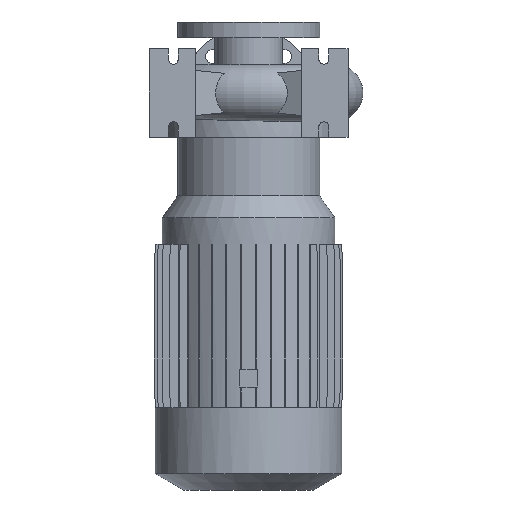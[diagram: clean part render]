
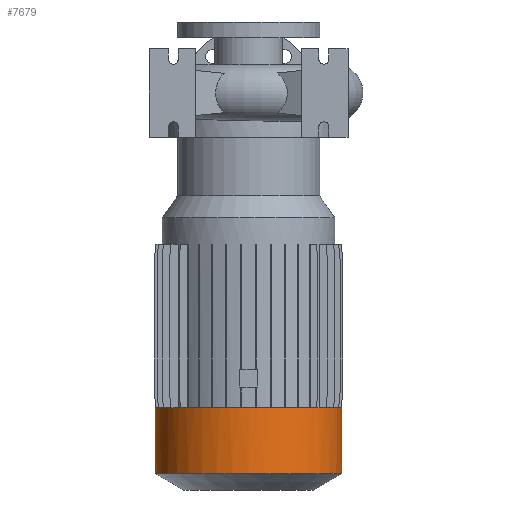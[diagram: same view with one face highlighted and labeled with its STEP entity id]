
A CAD part, front view. The second image highlights one B-rep face of the part: STEP entity #7679.
In plain terms, the highlighted cylindrical face has radius 131.5 mm (diameter 263 mm), a partial arc.
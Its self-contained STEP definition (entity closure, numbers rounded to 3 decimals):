
#571 = VECTOR ( 'NONE', #13547, 1000. ) ;
#1020 = VERTEX_POINT ( 'NONE', #14012 ) ;
#1114 = LINE ( 'NONE', #11406, #571 ) ;
#1589 = DIRECTION ( 'NONE',  ( 0., 0., 1. ) ) ;
#1755 = LINE ( 'NONE', #14187, #4097 ) ;
#2173 = AXIS2_PLACEMENT_3D ( 'NONE', #7174, #1589, #14105 ) ;
#2297 = DIRECTION ( 'NONE',  ( 0., 0., 1. ) ) ;
#3404 = CARTESIAN_POINT ( 'NONE',  ( 0., 0., -443. ) ) ;
#3577 = DIRECTION ( 'NONE',  ( 0., 0., 1. ) ) ;
#3635 = VERTEX_POINT ( 'NONE', #5600 ) ;
#3648 = FACE_OUTER_BOUND ( 'NONE', #7839, .T. ) ;
#3785 = DIRECTION ( 'NONE',  ( 1., 0., 0. ) ) ;
#4097 = VECTOR ( 'NONE', #6295, 1000. ) ;
#4261 = AXIS2_PLACEMENT_3D ( 'NONE', #3404, #2297, #7068 ) ;
#4377 = ORIENTED_EDGE ( 'NONE', *, *, #11730, .F. ) ;
#4917 = EDGE_CURVE ( 'NONE', #12326, #3635, #11528, .T. ) ;
#5090 = ORIENTED_EDGE ( 'NONE', *, *, #9864, .T. ) ;
#5600 = CARTESIAN_POINT ( 'NONE',  ( 131.5, 0., -443. ) ) ;
#5690 = CARTESIAN_POINT ( 'NONE',  ( -131.5, 0., -443. ) ) ;
#6295 = DIRECTION ( 'NONE',  ( 0., 0., 1. ) ) ;
#6644 = ORIENTED_EDGE ( 'NONE', *, *, #4917, .F. ) ;
#7068 = DIRECTION ( 'NONE',  ( 1., 0., 0. ) ) ;
#7174 = CARTESIAN_POINT ( 'NONE',  ( 0., 0., -535.8 ) ) ;
#7679 = ADVANCED_FACE ( 'NONE', ( #3648 ), #10406, .T. ) ;
#7839 = EDGE_LOOP ( 'NONE', ( #4377, #5090, #9119, #6644 ) ) ;
#9119 = ORIENTED_EDGE ( 'NONE', *, *, #12546, .T. ) ;
#9864 = EDGE_CURVE ( 'NONE', #1020, #13067, #13689, .T. ) ;
#10406 = CYLINDRICAL_SURFACE ( 'NONE', #11520, 131.5 ) ;
#11406 = CARTESIAN_POINT ( 'NONE',  ( 131.5, 0., 100. ) ) ;
#11520 = AXIS2_PLACEMENT_3D ( 'NONE', #13869, #3577, #3785 ) ;
#11528 = CIRCLE ( 'NONE', #4261, 131.5 ) ;
#11730 = EDGE_CURVE ( 'NONE', #1020, #12326, #1755, .T. ) ;
#12326 = VERTEX_POINT ( 'NONE', #5690 ) ;
#12546 = EDGE_CURVE ( 'NONE', #13067, #3635, #1114, .T. ) ;
#12799 = CARTESIAN_POINT ( 'NONE',  ( 131.5, 0., -535.8 ) ) ;
#13067 = VERTEX_POINT ( 'NONE', #12799 ) ;
#13547 = DIRECTION ( 'NONE',  ( 0., 0., 1. ) ) ;
#13689 = CIRCLE ( 'NONE', #2173, 131.5 ) ;
#13869 = CARTESIAN_POINT ( 'NONE',  ( 0., 0., 100. ) ) ;
#14012 = CARTESIAN_POINT ( 'NONE',  ( -131.5, 0., -535.8 ) ) ;
#14105 = DIRECTION ( 'NONE',  ( 1., 0., 0. ) ) ;
#14187 = CARTESIAN_POINT ( 'NONE',  ( -131.5, 0., 100. ) ) ;
